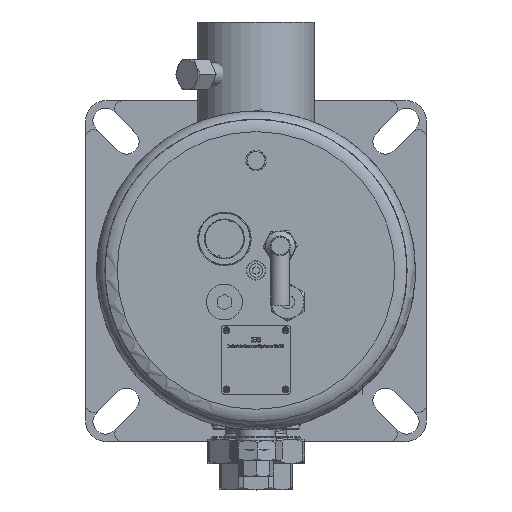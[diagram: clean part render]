
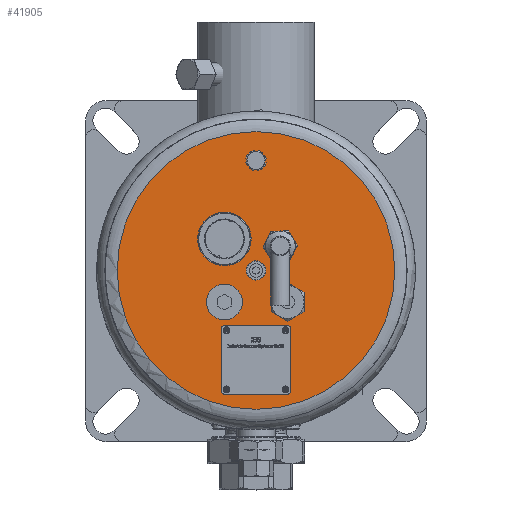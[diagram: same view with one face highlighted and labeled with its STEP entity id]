
A CAD part, top view. The second image highlights one B-rep face of the part: STEP entity #41905.
In plain terms, the highlighted planar face has unit normal (0, 0, 1).
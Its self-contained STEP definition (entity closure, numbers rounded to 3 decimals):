
#4275=FACE_OUTER_BOUND('',#6827,.T.);
#6827=EDGE_LOOP('',(#30912));
#14718=CIRCLE('',#45344,101.);
#17237=VERTEX_POINT('',#68620);
#22119=EDGE_CURVE('',#17237,#17237,#14718,.T.);
#30912=ORIENTED_EDGE('',*,*,#22119,.F.);
#37706=PLANE('',#45343);
#41905=ADVANCED_FACE('',(#4275),#37706,.F.);
#45343=AXIS2_PLACEMENT_3D('',#68619,#52491,#52492);
#45344=AXIS2_PLACEMENT_3D('',#68621,#52493,#52494);
#52491=DIRECTION('center_axis',(0.,0.,
-1.));
#52492=DIRECTION('ref_axis',(0.,1.,0.));
#52493=DIRECTION('center_axis',(0.,0.,
-1.));
#52494=DIRECTION('ref_axis',(0.,1.,0.));
#68619=CARTESIAN_POINT('Origin',(0.,0.,
249.));
#68620=CARTESIAN_POINT('',(0.,-101.,249.));
#68621=CARTESIAN_POINT('Origin',(0.,0.,
249.));
